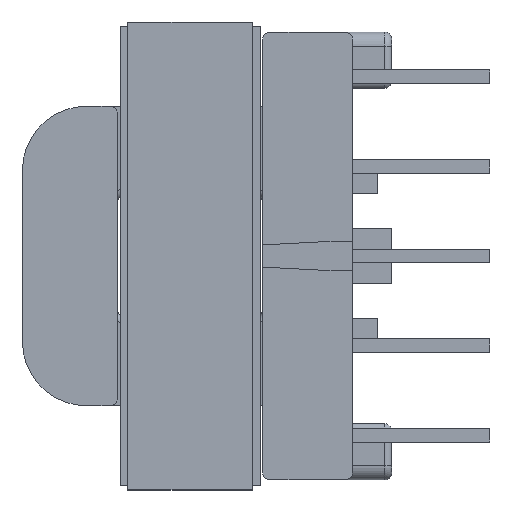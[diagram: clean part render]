
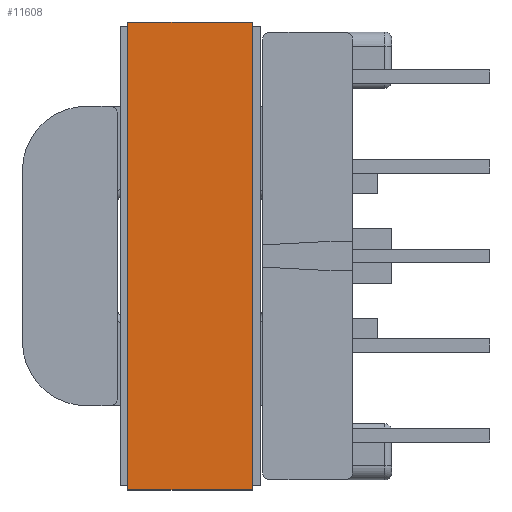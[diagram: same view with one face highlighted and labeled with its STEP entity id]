
A CAD part, left-side view. The second image highlights one B-rep face of the part: STEP entity #11608.
In plain terms, the highlighted face is planar.
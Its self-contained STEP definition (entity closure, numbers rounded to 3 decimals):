
#372 = CARTESIAN_POINT ( 'NONE',  ( 15.36, -16.56, 0. ) ) ;
#640 = LINE ( 'NONE', #9593, #5431 ) ;
#856 = EDGE_CURVE ( 'NONE', #8607, #4174, #3891, .T. ) ;
#1074 = DIRECTION ( 'NONE',  ( 0., 0., 1. ) ) ;
#1111 = ORIENTED_EDGE ( 'NONE', *, *, #7366, .F. ) ;
#1248 = DIRECTION ( 'NONE',  ( 0., 1., 0. ) ) ;
#2776 = CARTESIAN_POINT ( 'NONE',  ( 15.36, 0.16, -4.45 ) ) ;
#2793 = ORIENTED_EDGE ( 'NONE', *, *, #6169, .T. ) ;
#3153 = CARTESIAN_POINT ( 'NONE',  ( 15.36, 0.16, 0. ) ) ;
#3747 = DIRECTION ( 'NONE',  ( 1., 0., 0. ) ) ;
#3891 = LINE ( 'NONE', #11648, #9607 ) ;
#4174 = VERTEX_POINT ( 'NONE', #372 ) ;
#4789 = DIRECTION ( 'NONE',  ( 0., 0., 1. ) ) ;
#4868 = CARTESIAN_POINT ( 'NONE',  ( 15.36, 0.16, -4.45 ) ) ;
#5431 = VECTOR ( 'NONE', #4789, 1000. ) ;
#5772 = VERTEX_POINT ( 'NONE', #11785 ) ;
#6169 = EDGE_CURVE ( 'NONE', #8607, #5772, #10882, .T. ) ;
#6181 = ORIENTED_EDGE ( 'NONE', *, *, #856, .F. ) ;
#7366 = EDGE_CURVE ( 'NONE', #4174, #7786, #8518, .T. ) ;
#7786 = VERTEX_POINT ( 'NONE', #8725 ) ;
#8219 = VECTOR ( 'NONE', #1248, 1000. ) ;
#8282 = VECTOR ( 'NONE', #11639, 1000. ) ;
#8518 = LINE ( 'NONE', #3153, #8219 ) ;
#8529 = AXIS2_PLACEMENT_3D ( 'NONE', #2776, #3747, #10479 ) ;
#8555 = PLANE ( 'NONE',  #8529 ) ;
#8568 = EDGE_CURVE ( 'NONE', #5772, #7786, #640, .T. ) ;
#8607 = VERTEX_POINT ( 'NONE', #8671 ) ;
#8671 = CARTESIAN_POINT ( 'NONE',  ( 15.36, -16.56, -4.45 ) ) ;
#8725 = CARTESIAN_POINT ( 'NONE',  ( 15.36, 0.16, 0. ) ) ;
#9265 = EDGE_LOOP ( 'NONE', ( #1111, #6181, #2793, #10774 ) ) ;
#9593 = CARTESIAN_POINT ( 'NONE',  ( 15.36, 0.16, -4.45 ) ) ;
#9607 = VECTOR ( 'NONE', #1074, 1000. ) ;
#9639 = FACE_OUTER_BOUND ( 'NONE', #9265, .T. ) ;
#10479 = DIRECTION ( 'NONE',  ( 0., 1., 0. ) ) ;
#10774 = ORIENTED_EDGE ( 'NONE', *, *, #8568, .T. ) ;
#10882 = LINE ( 'NONE', #4868, #8282 ) ;
#11608 = ADVANCED_FACE ( 'NONE', ( #9639 ), #8555, .T. ) ;
#11639 = DIRECTION ( 'NONE',  ( 0., 1., 0. ) ) ;
#11648 = CARTESIAN_POINT ( 'NONE',  ( 15.36, -16.56, -4.45 ) ) ;
#11785 = CARTESIAN_POINT ( 'NONE',  ( 15.36, 0.16, -4.45 ) ) ;
